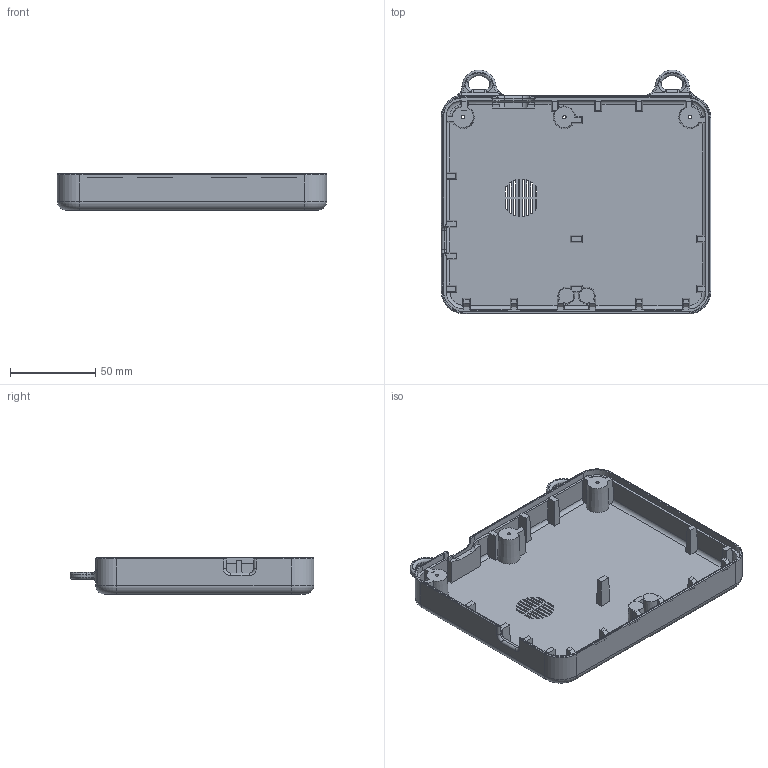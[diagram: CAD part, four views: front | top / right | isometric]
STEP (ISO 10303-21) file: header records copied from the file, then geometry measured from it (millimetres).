
FILE_DESCRIPTION(/* description */ (''),/* implementation_level */ '2;1');
FILE_NAME(/* name */ 'Back - Supercon 2023 Badge Enclosure - Basic-2-Hacking.step',/* time_stamp */ '2023-10-31T23:35:17-07:00',/* author */ (''),/* organization */ (''),/* preprocessor_version */ 'ST-DEVELOPER v20',/* originating_system */ 'Autodesk Translation Framework v12.14.0.127',/* authorisation */ '');
FILE_SCHEMA (('AUTOMOTIVE_DESIGN { 1 0 10303 214 3 1 1 }'));
Length unit declared in the file: millimetre
Products named in the file (1): Supercon 2023 Badge Enclosure - Basic-2-Hacking
Bounding box: 157.6 x 142.59 x 21.1 mm (x, y, z)
Volume: 93543 mm3; surface area: 68481 mm2
Topology: 1 solids, 1 shells, 494 faces, 1369 edges, 869 vertices
Faces by surface type: plane 247, bspline 85, cylinder 85, torus 49, cone 28
Entity records: 18977 total; most frequent: CARTESIAN_POINT 6614, ORIENTED_EDGE 2720, DIRECTION 2369, EDGE_CURVE 1360, VERTEX_POINT 869, LINE 813, VECTOR 813, AXIS2_PLACEMENT_3D 778
